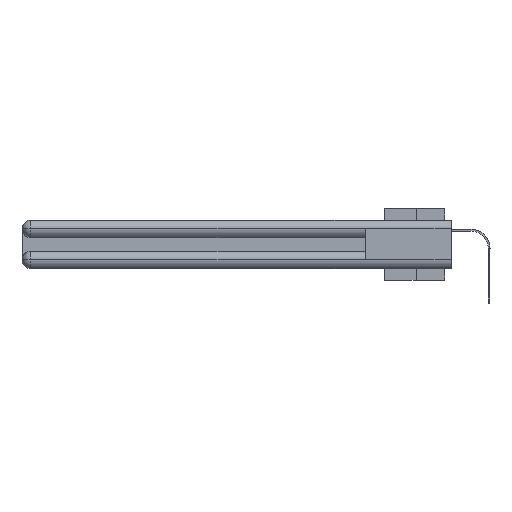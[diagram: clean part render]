
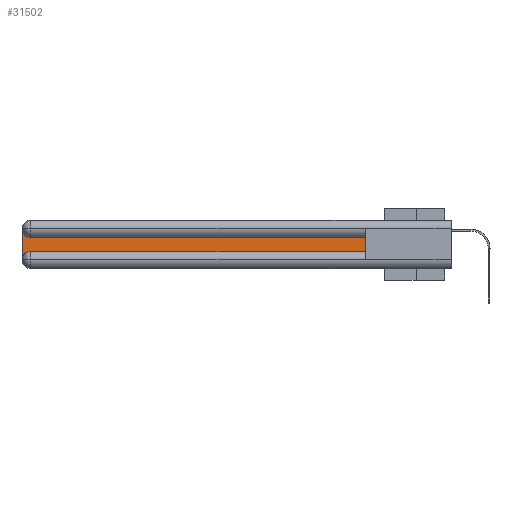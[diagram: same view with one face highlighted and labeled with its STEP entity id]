
A CAD part, left-side view. The second image highlights one B-rep face of the part: STEP entity #31502.
In plain terms, the highlighted planar face has unit normal (-1, 0, 0).
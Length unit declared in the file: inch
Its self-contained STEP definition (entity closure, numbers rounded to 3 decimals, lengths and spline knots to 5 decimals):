
#399 = CARTESIAN_POINT ( 'NONE',  ( 0.075, 0.6, -0.2175 ) ) ;
#5316 = CARTESIAN_POINT ( 'NONE',  ( 0.075, 3., -0.2775 ) ) ;
#5781 = DIRECTION ( 'NONE',  ( 1., 0., 0. ) ) ;
#6042 = ORIENTED_EDGE ( 'NONE', *, *, #13086, .T. ) ;
#6579 = CARTESIAN_POINT ( 'NONE',  ( 0.075, 2.94, -0.2175 ) ) ;
#7769 = CARTESIAN_POINT ( 'NONE',  ( 0.075, 2.94, -0.2775 ) ) ;
#8550 = EDGE_CURVE ( 'NONE', #18235, #26032, #29675, .T. ) ;
#9246 = CARTESIAN_POINT ( 'NONE',  ( 0.075, 3., -0.2175 ) ) ;
#9506 = CIRCLE ( 'NONE', #35023, 0.06 ) ;
#9886 = VECTOR ( 'NONE', #26797, 39.37008 ) ;
#11000 = PLANE ( 'NONE',  #18876 ) ;
#11045 = DIRECTION ( 'NONE',  ( 0., 0., 1. ) ) ;
#12255 = ORIENTED_EDGE ( 'NONE', *, *, #8550, .T. ) ;
#12463 = CARTESIAN_POINT ( 'NONE',  ( 0.075, 0.6, -0.1225 ) ) ;
#12819 = CARTESIAN_POINT ( 'NONE',  ( 0.075, 3., -0.0625 ) ) ;
#13086 = EDGE_CURVE ( 'NONE', #26032, #18925, #13113, .T. ) ;
#13113 = LINE ( 'NONE', #18630, #9886 ) ;
#13191 = CARTESIAN_POINT ( 'NONE',  ( 0.075, 2.94, -0.0625 ) ) ;
#13488 = DIRECTION ( 'NONE',  ( 1., 0., 0. ) ) ;
#13835 = DIRECTION ( 'NONE',  ( 0., 0., -1. ) ) ;
#14053 = CARTESIAN_POINT ( 'NONE',  ( 0.075, 0.6, -0.2175 ) ) ;
#14151 = ORIENTED_EDGE ( 'NONE', *, *, #27548, .T. ) ;
#15898 = EDGE_CURVE ( 'NONE', #18925, #16366, #29846, .T. ) ;
#16102 = DIRECTION ( 'NONE',  ( 0., 0., -1. ) ) ;
#16301 = VECTOR ( 'NONE', #33556, 39.37008 ) ;
#16366 = VERTEX_POINT ( 'NONE', #12819 ) ;
#17237 = LINE ( 'NONE', #9246, #16301 ) ;
#18113 = VERTEX_POINT ( 'NONE', #5316 ) ;
#18235 = VERTEX_POINT ( 'NONE', #27665 ) ;
#18538 = DIRECTION ( 'NONE',  ( 1., 0., 0. ) ) ;
#18630 = CARTESIAN_POINT ( 'NONE',  ( 0.075, 0.6, -0.1225 ) ) ;
#18648 = EDGE_CURVE ( 'NONE', #18113, #20669, #9506, .T. ) ;
#18876 = AXIS2_PLACEMENT_3D ( 'NONE', #29984, #13488, #13835 ) ;
#18895 = EDGE_LOOP ( 'NONE', ( #6042, #27437, #14151, #19341, #33748, #12255 ) ) ;
#18925 = VERTEX_POINT ( 'NONE', #23018 ) ;
#19319 = FACE_OUTER_BOUND ( 'NONE', #18895, .T. ) ;
#19341 = ORIENTED_EDGE ( 'NONE', *, *, #18648, .T. ) ;
#20669 = VERTEX_POINT ( 'NONE', #6579 ) ;
#23018 = CARTESIAN_POINT ( 'NONE',  ( 0.075, 2.94, -0.1225 ) ) ;
#23212 = DIRECTION ( 'NONE',  ( 0., 0., -1. ) ) ;
#24721 = DIRECTION ( 'NONE',  ( 0., -1., 0. ) ) ;
#24923 = VECTOR ( 'NONE', #11045, 39.37008 ) ;
#26032 = VERTEX_POINT ( 'NONE', #12463 ) ;
#26797 = DIRECTION ( 'NONE',  ( 0., 1., 0. ) ) ;
#26862 = LINE ( 'NONE', #14053, #27874 ) ;
#27437 = ORIENTED_EDGE ( 'NONE', *, *, #15898, .T. ) ;
#27548 = EDGE_CURVE ( 'NONE', #16366, #18113, #17237, .T. ) ;
#27567 = AXIS2_PLACEMENT_3D ( 'NONE', #13191, #18538, #23212 ) ;
#27665 = CARTESIAN_POINT ( 'NONE',  ( 0.075, 0.6, -0.2175 ) ) ;
#27874 = VECTOR ( 'NONE', #24721, 39.37008 ) ;
#28737 = EDGE_CURVE ( 'NONE', #20669, #18235, #26862, .T. ) ;
#29675 = LINE ( 'NONE', #399, #24923 ) ;
#29846 = CIRCLE ( 'NONE', #27567, 0.06 ) ;
#29984 = CARTESIAN_POINT ( 'NONE',  ( 0.075, 3., -0.1225 ) ) ;
#31502 = ADVANCED_FACE ( 'NONE', ( #19319 ), #11000, .F. ) ;
#33556 = DIRECTION ( 'NONE',  ( 0., 0., -1. ) ) ;
#33748 = ORIENTED_EDGE ( 'NONE', *, *, #28737, .T. ) ;
#35023 = AXIS2_PLACEMENT_3D ( 'NONE', #7769, #5781, #16102 ) ;
